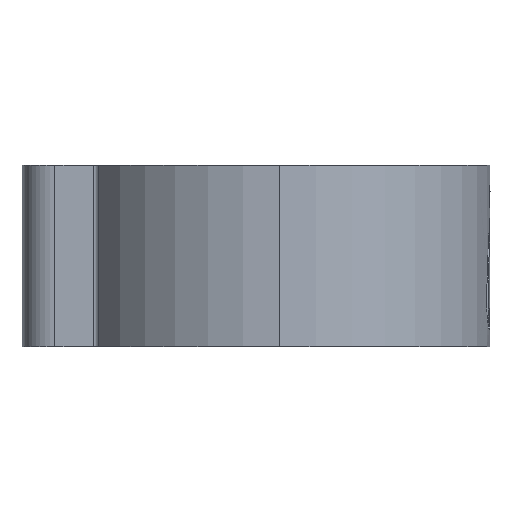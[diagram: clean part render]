
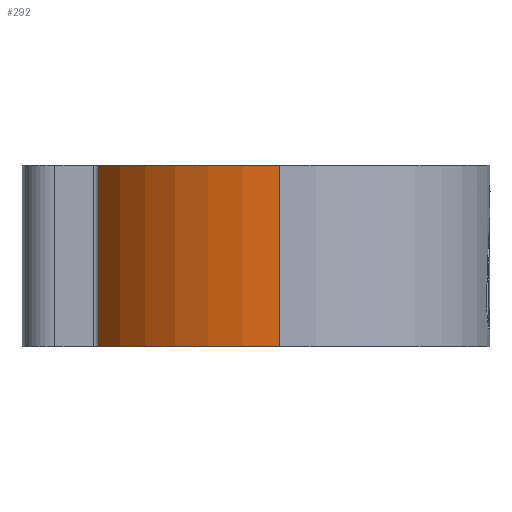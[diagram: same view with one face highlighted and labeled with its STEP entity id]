
A CAD part, left-side view. The second image highlights one B-rep face of the part: STEP entity #292.
In plain terms, the highlighted cylindrical face has radius 7.55 mm (diameter 15.1 mm), a partial arc.
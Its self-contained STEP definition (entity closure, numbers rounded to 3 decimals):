
#270 = EDGE_CURVE ( 'NONE', #1476, #2110, #4255, .T. ) ;
#292 = ADVANCED_FACE ( 'NONE', ( #4727 ), #392, .T. ) ;
#392 = CYLINDRICAL_SURFACE ( 'NONE', #4488, 7.55 ) ;
#667 = VERTEX_POINT ( 'NONE', #2017 ) ;
#829 = EDGE_CURVE ( 'NONE', #2517, #667, #1302, .T. ) ;
#844 = DIRECTION ( 'NONE',  ( 0., 0., 1. ) ) ;
#985 = ORIENTED_EDGE ( 'NONE', *, *, #4878, .F. ) ;
#1098 = ORIENTED_EDGE ( 'NONE', *, *, #2691, .T. ) ;
#1165 = CARTESIAN_POINT ( 'NONE',  ( 0., 0., 3.25 ) ) ;
#1179 = LINE ( 'NONE', #5189, #3101 ) ;
#1302 = CIRCLE ( 'NONE', #2474, 7.55 ) ;
#1455 = CARTESIAN_POINT ( 'NONE',  ( -3.848, 6.496, -3.25 ) ) ;
#1476 = VERTEX_POINT ( 'NONE', #1665 ) ;
#1605 = DIRECTION ( 'NONE',  ( 1., 0., 0. ) ) ;
#1665 = CARTESIAN_POINT ( 'NONE',  ( -3.848, 6.496, 3.25 ) ) ;
#1877 = LINE ( 'NONE', #2077, #5165 ) ;
#1972 = CARTESIAN_POINT ( 'NONE',  ( 0., 0., 3.25 ) ) ;
#2017 = CARTESIAN_POINT ( 'NONE',  ( -7.55, 0., -3.25 ) ) ;
#2049 = AXIS2_PLACEMENT_3D ( 'NONE', #1165, #4777, #1605 ) ;
#2077 = CARTESIAN_POINT ( 'NONE',  ( -3.848, 6.496, 3.25 ) ) ;
#2110 = VERTEX_POINT ( 'NONE', #4514 ) ;
#2242 = ORIENTED_EDGE ( 'NONE', *, *, #829, .T. ) ;
#2302 = ORIENTED_EDGE ( 'NONE', *, *, #270, .F. ) ;
#2474 = AXIS2_PLACEMENT_3D ( 'NONE', #4382, #844, #5177 ) ;
#2517 = VERTEX_POINT ( 'NONE', #1455 ) ;
#2691 = EDGE_CURVE ( 'NONE', #1476, #2517, #1877, .T. ) ;
#3101 = VECTOR ( 'NONE', #4438, 1000. ) ;
#4255 = CIRCLE ( 'NONE', #2049, 7.55 ) ;
#4379 = DIRECTION ( 'NONE',  ( 0., 0., -1. ) ) ;
#4382 = CARTESIAN_POINT ( 'NONE',  ( 0., 0., -3.25 ) ) ;
#4422 = DIRECTION ( 'NONE',  ( -1., 0., 0. ) ) ;
#4438 = DIRECTION ( 'NONE',  ( 0., 0., -1. ) ) ;
#4449 = DIRECTION ( 'NONE',  ( 0., 0., -1. ) ) ;
#4488 = AXIS2_PLACEMENT_3D ( 'NONE', #1972, #4379, #4422 ) ;
#4514 = CARTESIAN_POINT ( 'NONE',  ( -7.55, 0., 3.25 ) ) ;
#4710 = EDGE_LOOP ( 'NONE', ( #985, #2302, #1098, #2242 ) ) ;
#4727 = FACE_OUTER_BOUND ( 'NONE', #4710, .T. ) ;
#4777 = DIRECTION ( 'NONE',  ( 0., 0., 1. ) ) ;
#4878 = EDGE_CURVE ( 'NONE', #2110, #667, #1179, .T. ) ;
#5165 = VECTOR ( 'NONE', #4449, 1000. ) ;
#5177 = DIRECTION ( 'NONE',  ( 1., 0., 0. ) ) ;
#5189 = CARTESIAN_POINT ( 'NONE',  ( -7.55, 0., 3.25 ) ) ;
